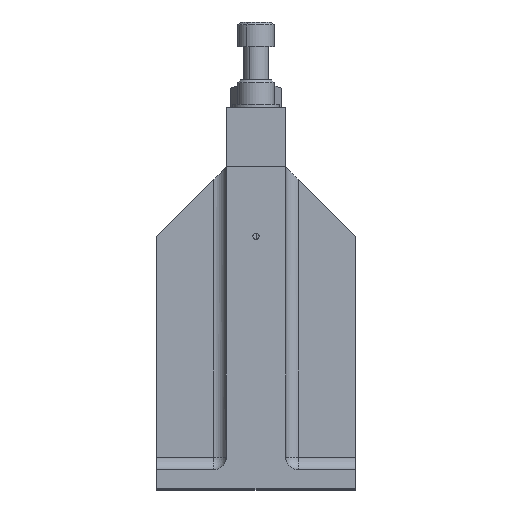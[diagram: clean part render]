
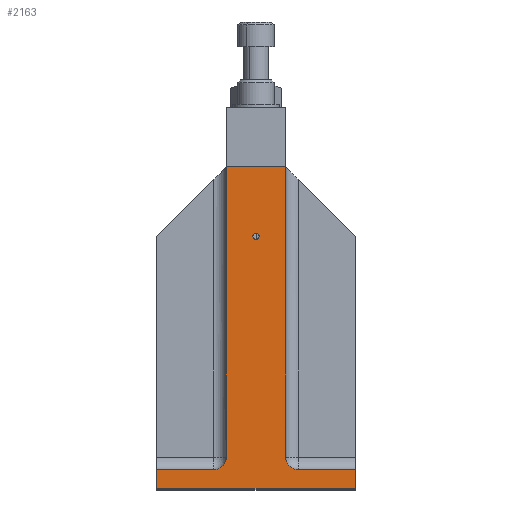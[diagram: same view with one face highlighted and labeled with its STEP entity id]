
A CAD part, top view. The second image highlights one B-rep face of the part: STEP entity #2163.
In plain terms, the highlighted planar face has unit normal (0, 0, 1).
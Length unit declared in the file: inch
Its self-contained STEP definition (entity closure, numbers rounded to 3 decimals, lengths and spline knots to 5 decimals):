
#40 = DIRECTION ( 'NONE',  ( -1., 0., 0. ) ) ;
#85 = CARTESIAN_POINT ( 'NONE',  ( 1., 0., 0.7 ) ) ;
#119 = CARTESIAN_POINT ( 'NONE',  ( -1., 0., 0.7 ) ) ;
#160 = CARTESIAN_POINT ( 'NONE',  ( 0.425, 0.1875, 0.7 ) ) ;
#188 = CARTESIAN_POINT ( 'NONE',  ( -0.3, 3.24, 0.7 ) ) ;
#211 = DIRECTION ( 'NONE',  ( 0., 0., -1. ) ) ;
#285 = CARTESIAN_POINT ( 'NONE',  ( 0.03125, 2.54, 0.7 ) ) ;
#286 = CARTESIAN_POINT ( 'NONE',  ( 0.3, 0.3125, 0.7 ) ) ;
#301 = CARTESIAN_POINT ( 'NONE',  ( -0.03125, 2.54, 0.7 ) ) ;
#306 = CARTESIAN_POINT ( 'NONE',  ( 0., 2.54, 0.7 ) ) ;
#369 = CARTESIAN_POINT ( 'NONE',  ( -1., 0., 0.7 ) ) ;
#427 = DIRECTION ( 'NONE',  ( 0., -1., 0. ) ) ;
#536 = DIRECTION ( 'NONE',  ( 1., 0., 0. ) ) ;
#555 = CARTESIAN_POINT ( 'NONE',  ( -0.3, 3.24, 0.7 ) ) ;
#635 = CARTESIAN_POINT ( 'NONE',  ( -0.425, 0.1875, 0.7 ) ) ;
#646 = CARTESIAN_POINT ( 'NONE',  ( -0.3, 3.24, 0.7 ) ) ;
#672 = DIRECTION ( 'NONE',  ( 0., 0., 1. ) ) ;
#685 = PLANE ( 'NONE',  #3434 ) ;
#690 = CARTESIAN_POINT ( 'NONE',  ( -1., 0.1875, 0.7 ) ) ;
#701 = DIRECTION ( 'NONE',  ( -1., 0., 0. ) ) ;
#713 = CARTESIAN_POINT ( 'NONE',  ( 1., 0.1875, 0.7 ) ) ;
#720 = CARTESIAN_POINT ( 'NONE',  ( -0.3, 0.3125, 0.7 ) ) ;
#727 = CARTESIAN_POINT ( 'NONE',  ( 0.3, 3.24, 0.7 ) ) ;
#755 = VERTEX_POINT ( 'NONE', #160 ) ;
#822 = VERTEX_POINT ( 'NONE', #369 ) ;
#919 = VERTEX_POINT ( 'NONE', #727 ) ;
#927 = VERTEX_POINT ( 'NONE', #286 ) ;
#947 = VECTOR ( 'NONE', #2570, 39.37008 ) ;
#976 = LINE ( 'NONE', #2769, #947 ) ;
#983 = VERTEX_POINT ( 'NONE', #85 ) ;
#1008 = FACE_BOUND ( 'NONE', #6018, .T. ) ;
#1041 = CIRCLE ( 'NONE', #3716, 0.125 ) ;
#1050 = VERTEX_POINT ( 'NONE', #690 ) ;
#1095 = LINE ( 'NONE', #2556, #1239 ) ;
#1100 = VECTOR ( 'NONE', #427, 39.37008 ) ;
#1117 = ORIENTED_EDGE ( 'NONE', *, *, #3850, .T. ) ;
#1120 = VERTEX_POINT ( 'NONE', #720 ) ;
#1239 = VECTOR ( 'NONE', #2258, 39.37008 ) ;
#1243 = VERTEX_POINT ( 'NONE', #713 ) ;
#1252 = ORIENTED_EDGE ( 'NONE', *, *, #4109, .T. ) ;
#1268 = LINE ( 'NONE', #555, #1510 ) ;
#1274 = VERTEX_POINT ( 'NONE', #285 ) ;
#1356 = LINE ( 'NONE', #2250, #1633 ) ;
#1424 = VERTEX_POINT ( 'NONE', #646 ) ;
#1510 = VECTOR ( 'NONE', #701, 39.37008 ) ;
#1581 = VERTEX_POINT ( 'NONE', #301 ) ;
#1596 = VERTEX_POINT ( 'NONE', #635 ) ;
#1602 = CIRCLE ( 'NONE', #3583, 0.03125 ) ;
#1630 = LINE ( 'NONE', #119, #1100 ) ;
#1631 = FACE_OUTER_BOUND ( 'NONE', #5745, .T. ) ;
#1633 = VECTOR ( 'NONE', #2537, 39.37008 ) ;
#1635 = ORIENTED_EDGE ( 'NONE', *, *, #3519, .T. ) ;
#2163 = ADVANCED_FACE ( 'NONE', ( #1008, #1631 ), #685, .F. ) ;
#2250 = CARTESIAN_POINT ( 'NONE',  ( 1., 0., 0.7 ) ) ;
#2258 = DIRECTION ( 'NONE',  ( 0., 1., 0. ) ) ;
#2338 = DIRECTION ( 'NONE',  ( 0., 1., 0. ) ) ;
#2518 = DIRECTION ( 'NONE',  ( 0., 0., -1. ) ) ;
#2537 = DIRECTION ( 'NONE',  ( 1., 0., 0. ) ) ;
#2556 = CARTESIAN_POINT ( 'NONE',  ( 1., 0., 0.7 ) ) ;
#2570 = DIRECTION ( 'NONE',  ( -1., 0., 0. ) ) ;
#2582 = CARTESIAN_POINT ( 'NONE',  ( 0.3, 0.1875, 0.7 ) ) ;
#2646 = CARTESIAN_POINT ( 'NONE',  ( 0.425, 0.3125, 0.7 ) ) ;
#2676 = DIRECTION ( 'NONE',  ( -1., 0., 0. ) ) ;
#2769 = CARTESIAN_POINT ( 'NONE',  ( 1., 0.1875, 0.7 ) ) ;
#2836 = DIRECTION ( 'NONE',  ( 0., -1., 0. ) ) ;
#2847 = DIRECTION ( 'NONE',  ( 0., 0., -1. ) ) ;
#2909 = DIRECTION ( 'NONE',  ( 0., 0., 1. ) ) ;
#2924 = DIRECTION ( 'NONE',  ( 1., 0., 0. ) ) ;
#2932 = CARTESIAN_POINT ( 'NONE',  ( 0., 2.54, 0.7 ) ) ;
#2954 = CARTESIAN_POINT ( 'NONE',  ( -0.425, 0.3125, 0.7 ) ) ;
#2957 = CARTESIAN_POINT ( 'NONE',  ( -1., 0.1875, 0.7 ) ) ;
#2967 = CARTESIAN_POINT ( 'NONE',  ( -0.3, 0.1875, 0.7 ) ) ;
#3120 = DIRECTION ( 'NONE',  ( -1., 0., 0. ) ) ;
#3172 = DIRECTION ( 'NONE',  ( -1., 0., 0. ) ) ;
#3309 = EDGE_CURVE ( 'NONE', #1581, #1274, #1602, .T. ) ;
#3314 = EDGE_CURVE ( 'NONE', #919, #1424, #1268, .T. ) ;
#3323 = EDGE_CURVE ( 'NONE', #1050, #822, #1630, .T. ) ;
#3434 = AXIS2_PLACEMENT_3D ( 'NONE', #188, #211, #40 ) ;
#3500 = EDGE_CURVE ( 'NONE', #822, #983, #1356, .T. ) ;
#3519 = EDGE_CURVE ( 'NONE', #755, #927, #1041, .T. ) ;
#3583 = AXIS2_PLACEMENT_3D ( 'NONE', #306, #672, #536 ) ;
#3643 = EDGE_CURVE ( 'NONE', #1243, #755, #976, .T. ) ;
#3656 = EDGE_CURVE ( 'NONE', #983, #1243, #1095, .T. ) ;
#3716 = AXIS2_PLACEMENT_3D ( 'NONE', #2646, #2518, #2676 ) ;
#3758 = EDGE_CURVE ( 'NONE', #927, #919, #5373, .T. ) ;
#3850 = EDGE_CURVE ( 'NONE', #1424, #1120, #5017, .T. ) ;
#3924 = EDGE_CURVE ( 'NONE', #1596, #1050, #5284, .T. ) ;
#4079 = EDGE_CURVE ( 'NONE', #1274, #1581, #5159, .T. ) ;
#4109 = EDGE_CURVE ( 'NONE', #1120, #1596, #4930, .T. ) ;
#4115 = AXIS2_PLACEMENT_3D ( 'NONE', #2932, #2909, #2924 ) ;
#4199 = AXIS2_PLACEMENT_3D ( 'NONE', #2954, #2847, #3120 ) ;
#4930 = CIRCLE ( 'NONE', #4199, 0.125 ) ;
#5017 = LINE ( 'NONE', #2967, #5320 ) ;
#5159 = CIRCLE ( 'NONE', #4115, 0.03125 ) ;
#5284 = LINE ( 'NONE', #2957, #5506 ) ;
#5320 = VECTOR ( 'NONE', #2836, 39.37008 ) ;
#5373 = LINE ( 'NONE', #2582, #5624 ) ;
#5506 = VECTOR ( 'NONE', #3172, 39.37008 ) ;
#5624 = VECTOR ( 'NONE', #2338, 39.37008 ) ;
#5745 = EDGE_LOOP ( 'NONE', ( #1117, #1252, #6144, #5799, #6370, #5870, #6166, #1635, #6376, #6066 ) ) ;
#5799 = ORIENTED_EDGE ( 'NONE', *, *, #3323, .T. ) ;
#5870 = ORIENTED_EDGE ( 'NONE', *, *, #3656, .T. ) ;
#6018 = EDGE_LOOP ( 'NONE', ( #6090, #6344 ) ) ;
#6066 = ORIENTED_EDGE ( 'NONE', *, *, #3314, .T. ) ;
#6090 = ORIENTED_EDGE ( 'NONE', *, *, #4079, .F. ) ;
#6144 = ORIENTED_EDGE ( 'NONE', *, *, #3924, .T. ) ;
#6166 = ORIENTED_EDGE ( 'NONE', *, *, #3643, .T. ) ;
#6344 = ORIENTED_EDGE ( 'NONE', *, *, #3309, .F. ) ;
#6370 = ORIENTED_EDGE ( 'NONE', *, *, #3500, .T. ) ;
#6376 = ORIENTED_EDGE ( 'NONE', *, *, #3758, .T. ) ;
